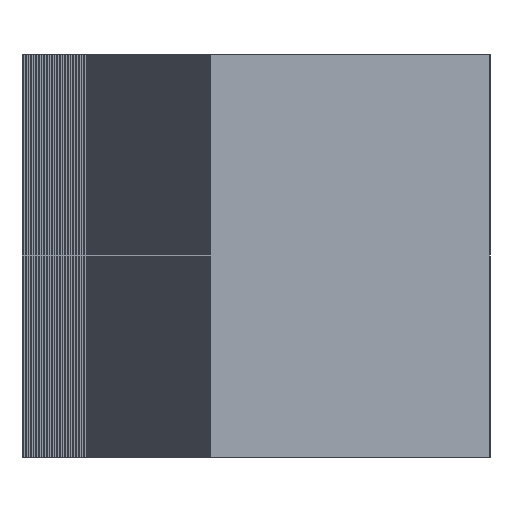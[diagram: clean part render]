
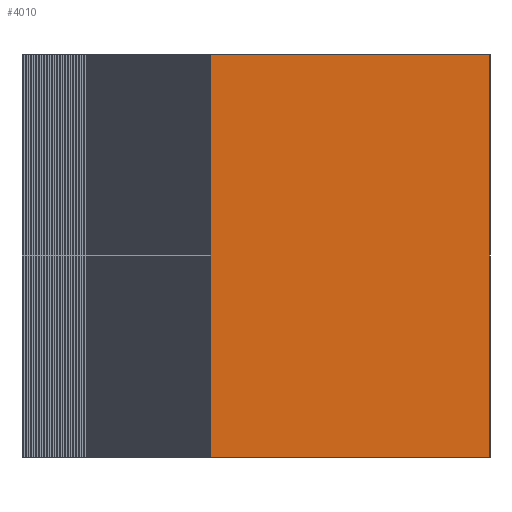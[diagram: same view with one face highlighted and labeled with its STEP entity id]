
A CAD part, left-side view. The second image highlights one B-rep face of the part: STEP entity #4010.
In plain terms, the highlighted planar face has unit normal (1, 0, 0).
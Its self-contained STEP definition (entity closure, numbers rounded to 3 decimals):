
#158 = EDGE_LOOP ( 'NONE', ( #22765, #34378, #295, #4929 ) ) ;
#295 = ORIENTED_EDGE ( 'NONE', *, *, #29566, .T. ) ;
#2783 = VERTEX_POINT ( 'NONE', #22478 ) ;
#3657 = VERTEX_POINT ( 'NONE', #20823 ) ;
#4010 = ADVANCED_FACE ( 'NONE', ( #6491 ), #28272, .T. ) ;
#4457 = LINE ( 'NONE', #19493, #10894 ) ;
#4929 = ORIENTED_EDGE ( 'NONE', *, *, #19341, .T. ) ;
#6491 = FACE_OUTER_BOUND ( 'NONE', #158, .T. ) ;
#9421 = LINE ( 'NONE', #15836, #23997 ) ;
#10439 = VECTOR ( 'NONE', #14529, 1000. ) ;
#10894 = VECTOR ( 'NONE', #22250, 1000. ) ;
#11646 = DIRECTION ( 'NONE',  ( 0., 1., 0. ) ) ;
#11763 = CARTESIAN_POINT ( 'NONE',  ( -82.4, 0., 10. ) ) ;
#14330 = DIRECTION ( 'NONE',  ( 1., 0., 0. ) ) ;
#14462 = DIRECTION ( 'NONE',  ( 0., 0., 1. ) ) ;
#14529 = DIRECTION ( 'NONE',  ( 0., 1., 0. ) ) ;
#15719 = VERTEX_POINT ( 'NONE', #16389 ) ;
#15836 = CARTESIAN_POINT ( 'NONE',  ( -82.4, 0., 0. ) ) ;
#16098 = VECTOR ( 'NONE', #14462, 1000. ) ;
#16389 = CARTESIAN_POINT ( 'NONE',  ( -82.4, 0., 10. ) ) ;
#17835 = LINE ( 'NONE', #28117, #16098 ) ;
#18097 = AXIS2_PLACEMENT_3D ( 'NONE', #27645, #14330, #11646 ) ;
#19341 = EDGE_CURVE ( 'NONE', #2783, #23990, #17835, .T. ) ;
#19493 = CARTESIAN_POINT ( 'NONE',  ( -82.4, 0., 0. ) ) ;
#20823 = CARTESIAN_POINT ( 'NONE',  ( -82.4, 0., 0. ) ) ;
#22250 = DIRECTION ( 'NONE',  ( 0., 1., 0. ) ) ;
#22478 = CARTESIAN_POINT ( 'NONE',  ( -82.4, 6.958, 0. ) ) ;
#22577 = EDGE_CURVE ( 'NONE', #15719, #23990, #25008, .T. ) ;
#22765 = ORIENTED_EDGE ( 'NONE', *, *, #22577, .F. ) ;
#23990 = VERTEX_POINT ( 'NONE', #31916 ) ;
#23997 = VECTOR ( 'NONE', #32269, 1000. ) ;
#25008 = LINE ( 'NONE', #11763, #10439 ) ;
#27645 = CARTESIAN_POINT ( 'NONE',  ( -82.4, 0., 0. ) ) ;
#28117 = CARTESIAN_POINT ( 'NONE',  ( -82.4, 6.958, 0. ) ) ;
#28272 = PLANE ( 'NONE',  #18097 ) ;
#29566 = EDGE_CURVE ( 'NONE', #3657, #2783, #4457, .T. ) ;
#31719 = EDGE_CURVE ( 'NONE', #3657, #15719, #9421, .T. ) ;
#31916 = CARTESIAN_POINT ( 'NONE',  ( -82.4, 6.958, 10. ) ) ;
#32269 = DIRECTION ( 'NONE',  ( 0., 0., 1. ) ) ;
#34378 = ORIENTED_EDGE ( 'NONE', *, *, #31719, .F. ) ;
